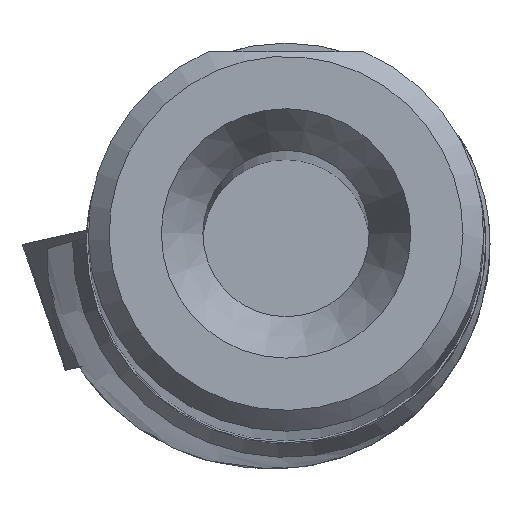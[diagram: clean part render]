
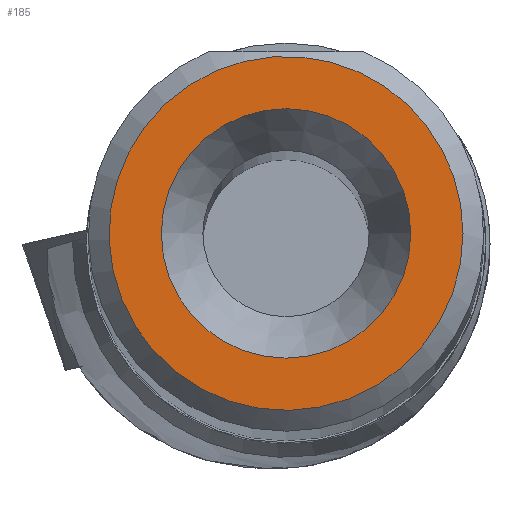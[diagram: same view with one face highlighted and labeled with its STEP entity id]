
A CAD part, top view. The second image highlights one B-rep face of the part: STEP entity #185.
In plain terms, the highlighted planar face has unit normal (0, 0, 1).
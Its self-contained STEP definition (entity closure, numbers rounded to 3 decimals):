
#185=ADVANCED_FACE('',(#313,#314),#216,.T.);
#216=PLANE('',#854);
#313=FACE_BOUND('',#360,.T.);
#314=FACE_BOUND('',#361,.T.);
#360=EDGE_LOOP('',(#480));
#361=EDGE_LOOP('',(#481));
#480=ORIENTED_EDGE('',*,*,#682,.F.);
#481=ORIENTED_EDGE('',*,*,#680,.T.);
#608=VERTEX_POINT('',#1294);
#609=VERTEX_POINT('',#1303);
#680=EDGE_CURVE('',#608,#608,#730,.T.);
#682=EDGE_CURVE('',#609,#609,#731,.T.);
#730=CIRCLE('',#851,4.256);
#731=CIRCLE('',#853,3.);
#851=AXIS2_PLACEMENT_3D('',#1293,#1008,#1009);
#853=AXIS2_PLACEMENT_3D('',#1302,#1012,#1013);
#854=AXIS2_PLACEMENT_3D('',#1304,#1014,#1015);
#1008=DIRECTION('',(0.,0.,1.));
#1009=DIRECTION('',(1.,0.,0.));
#1012=DIRECTION('',(0.,0.,1.));
#1013=DIRECTION('',(1.,0.,0.));
#1014=DIRECTION('',(0.,0.,1.));
#1015=DIRECTION('',(1.,0.,0.));
#1293=CARTESIAN_POINT('',(0.,0.,0.));
#1294=CARTESIAN_POINT('',(4.256,0.,0.));
#1302=CARTESIAN_POINT('',(0.,0.,0.));
#1303=CARTESIAN_POINT('',(3.,0.,0.));
#1304=CARTESIAN_POINT('',(0.,0.,0.));
